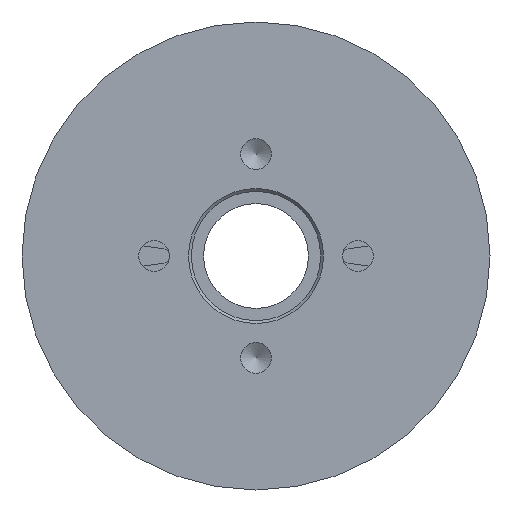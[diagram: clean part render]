
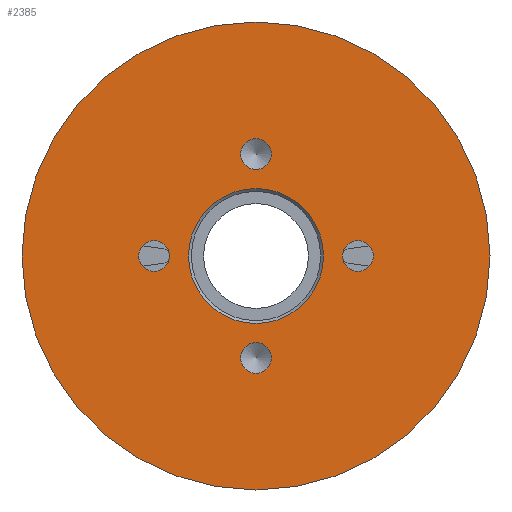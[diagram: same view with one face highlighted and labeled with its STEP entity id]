
A CAD part, front view. The second image highlights one B-rep face of the part: STEP entity #2385.
In plain terms, the highlighted planar face has unit normal (0, -1, 0).
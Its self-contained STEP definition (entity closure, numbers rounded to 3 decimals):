
#145=FACE_BOUND('',#389,.T.);
#146=FACE_BOUND('',#390,.T.);
#147=FACE_BOUND('',#391,.T.);
#148=FACE_BOUND('',#392,.T.);
#149=FACE_BOUND('',#393,.T.);
#154=PLANE('',#2549);
#251=FACE_OUTER_BOUND('',#388,.T.);
#388=EDGE_LOOP('',(#1600));
#389=EDGE_LOOP('',(#1601));
#390=EDGE_LOOP('',(#1602));
#391=EDGE_LOOP('',(#1603));
#392=EDGE_LOOP('',(#1604));
#393=EDGE_LOOP('',(#1605));
#828=CIRCLE('',#2546,11.6);
#830=CIRCLE('',#2550,40.2);
#831=CIRCLE('',#2551,2.65);
#832=CIRCLE('',#2552,2.65);
#833=CIRCLE('',#2553,2.65);
#834=CIRCLE('',#2554,2.65);
#952=VERTEX_POINT('',#3481);
#954=VERTEX_POINT('',#3489);
#955=VERTEX_POINT('',#3491);
#956=VERTEX_POINT('',#3493);
#957=VERTEX_POINT('',#3495);
#958=VERTEX_POINT('',#3497);
#1209=EDGE_CURVE('',#952,#952,#828,.T.);
#1212=EDGE_CURVE('',#954,#954,#830,.T.);
#1213=EDGE_CURVE('',#955,#955,#831,.T.);
#1214=EDGE_CURVE('',#956,#956,#832,.T.);
#1215=EDGE_CURVE('',#957,#957,#833,.T.);
#1216=EDGE_CURVE('',#958,#958,#834,.T.);
#1600=ORIENTED_EDGE('',*,*,#1212,.T.);
#1601=ORIENTED_EDGE('',*,*,#1213,.T.);
#1602=ORIENTED_EDGE('',*,*,#1214,.T.);
#1603=ORIENTED_EDGE('',*,*,#1215,.T.);
#1604=ORIENTED_EDGE('',*,*,#1216,.T.);
#1605=ORIENTED_EDGE('',*,*,#1209,.F.);
#2385=ADVANCED_FACE('',(#251,#145,#146,#147,#148,#149),#154,.T.);
#2546=AXIS2_PLACEMENT_3D('',#3483,#2813,#2814);
#2549=AXIS2_PLACEMENT_3D('',#3488,#2820,#2821);
#2550=AXIS2_PLACEMENT_3D('',#3490,#2822,#2823);
#2551=AXIS2_PLACEMENT_3D('',#3492,#2824,#2825);
#2552=AXIS2_PLACEMENT_3D('',#3494,#2826,#2827);
#2553=AXIS2_PLACEMENT_3D('',#3496,#2828,#2829);
#2554=AXIS2_PLACEMENT_3D('',#3498,#2830,#2831);
#2813=DIRECTION('center_axis',(0.,-1.,0.));
#2814=DIRECTION('ref_axis',(1.,0.,0.));
#2820=DIRECTION('center_axis',(0.,-1.,0.));
#2821=DIRECTION('ref_axis',(0.,0.,-1.));
#2822=DIRECTION('center_axis',(0.,-1.,0.));
#2823=DIRECTION('ref_axis',(1.,0.,0.));
#2824=DIRECTION('center_axis',(0.,1.,0.));
#2825=DIRECTION('ref_axis',(1.,0.,0.));
#2826=DIRECTION('center_axis',(0.,1.,0.));
#2827=DIRECTION('ref_axis',(1.,0.,0.));
#2828=DIRECTION('center_axis',(0.,1.,0.));
#2829=DIRECTION('ref_axis',(1.,0.,0.));
#2830=DIRECTION('center_axis',(0.,1.,0.));
#2831=DIRECTION('ref_axis',(1.,0.,0.));
#3481=CARTESIAN_POINT('',(-11.6,-24.4,0.));
#3483=CARTESIAN_POINT('Origin',(0.,-24.4,0.));
#3488=CARTESIAN_POINT('Origin',(-11.1,-24.4,0.));
#3489=CARTESIAN_POINT('',(40.2,-24.4,0.));
#3490=CARTESIAN_POINT('Origin',(0.,-24.4,0.));
#3491=CARTESIAN_POINT('',(-20.15,-24.4,0.));
#3492=CARTESIAN_POINT('Origin',(-17.5,-24.4,0.));
#3493=CARTESIAN_POINT('',(14.85,-24.4,0.));
#3494=CARTESIAN_POINT('Origin',(17.5,-24.4,0.));
#3495=CARTESIAN_POINT('',(-2.65,-24.4,17.5));
#3496=CARTESIAN_POINT('Origin',(0.,-24.4,17.5));
#3497=CARTESIAN_POINT('',(-2.65,-24.4,-17.5));
#3498=CARTESIAN_POINT('Origin',(0.,-24.4,-17.5));
